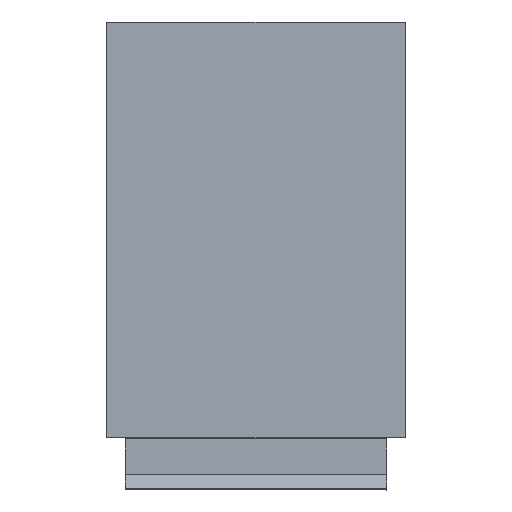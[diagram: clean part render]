
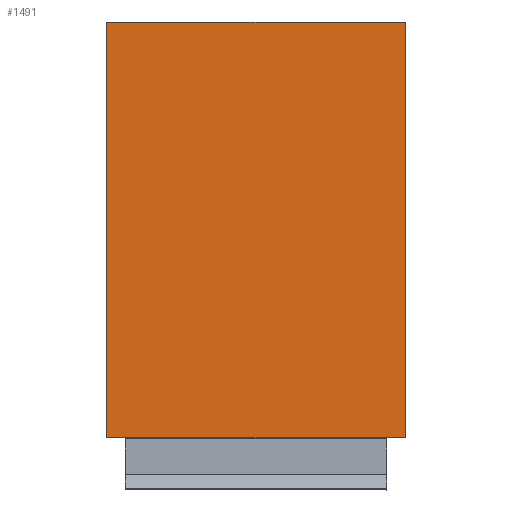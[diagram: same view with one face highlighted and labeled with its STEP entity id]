
A CAD part, front view. The second image highlights one B-rep face of the part: STEP entity #1491.
In plain terms, the highlighted planar face has unit normal (0, -1, 0).
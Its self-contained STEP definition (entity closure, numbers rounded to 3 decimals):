
#1464=AXIS2_PLACEMENT_3D('Plane Axis2P3D',#1461,#1462,#1463) ;
#1368=CARTESIAN_POINT('Line Origine',(25.15,0.,8.8)) ;
#1372=CARTESIAN_POINT('Vertex',(0.,0.,8.8)) ;
#1374=CARTESIAN_POINT('Vertex',(50.3,0.,8.8)) ;
#1461=CARTESIAN_POINT('Axis2P3D Location',(48.35,0.,9.6)) ;
#1466=CARTESIAN_POINT('Line Origine',(50.3,0.,43.8)) ;
#1470=CARTESIAN_POINT('Vertex',(50.3,0.,78.8)) ;
#1473=CARTESIAN_POINT('Line Origine',(25.15,0.,78.8)) ;
#1477=CARTESIAN_POINT('Vertex',(0.,0.,78.8)) ;
#1480=CARTESIAN_POINT('Line Origine',(0.,0.,43.8)) ;
#1369=DIRECTION('Vector Direction',(1.,0.,0.)) ;
#1462=DIRECTION('Axis2P3D Direction',(0.,1.,0.)) ;
#1463=DIRECTION('Axis2P3D XDirection',(0.,0.,-1.)) ;
#1467=DIRECTION('Vector Direction',(0.,0.,1.)) ;
#1474=DIRECTION('Vector Direction',(1.,0.,0.)) ;
#1481=DIRECTION('Vector Direction',(0.,0.,-1.)) ;
#1370=VECTOR('Line Direction',#1369,1.) ;
#1468=VECTOR('Line Direction',#1467,1.) ;
#1475=VECTOR('Line Direction',#1474,1.) ;
#1482=VECTOR('Line Direction',#1481,1.) ;
#1486=ORIENTED_EDGE('',*,*,#1376,.T.) ;
#1487=ORIENTED_EDGE('',*,*,#1472,.T.) ;
#1488=ORIENTED_EDGE('',*,*,#1479,.F.) ;
#1489=ORIENTED_EDGE('',*,*,#1484,.T.) ;
#1491=ADVANCED_FACE('SWITCH',(#1490),#1465,.F.) ;
#1376=EDGE_CURVE('',#1373,#1375,#1371,.T.) ;
#1472=EDGE_CURVE('',#1375,#1471,#1469,.T.) ;
#1479=EDGE_CURVE('',#1478,#1471,#1476,.T.) ;
#1484=EDGE_CURVE('',#1478,#1373,#1483,.T.) ;
#1485=EDGE_LOOP('',(#1486,#1487,#1488,#1489)) ;
#1490=FACE_OUTER_BOUND('',#1485,.T.) ;
#1371=LINE('Line',#1368,#1370) ;
#1469=LINE('Line',#1466,#1468) ;
#1476=LINE('Line',#1473,#1475) ;
#1483=LINE('Line',#1480,#1482) ;
#1465=PLANE('',#1464) ;
#1373=VERTEX_POINT('',#1372) ;
#1375=VERTEX_POINT('',#1374) ;
#1471=VERTEX_POINT('',#1470) ;
#1478=VERTEX_POINT('',#1477) ;
